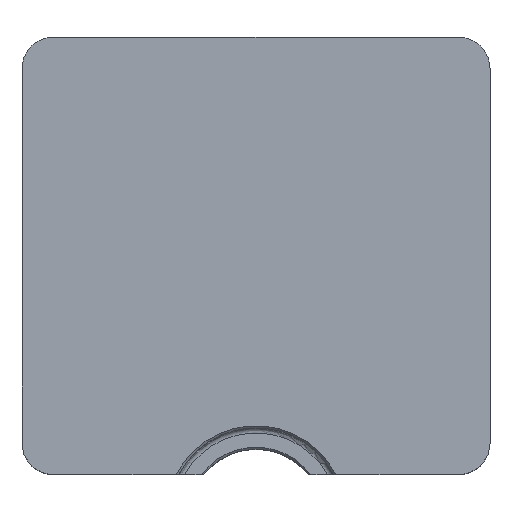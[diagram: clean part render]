
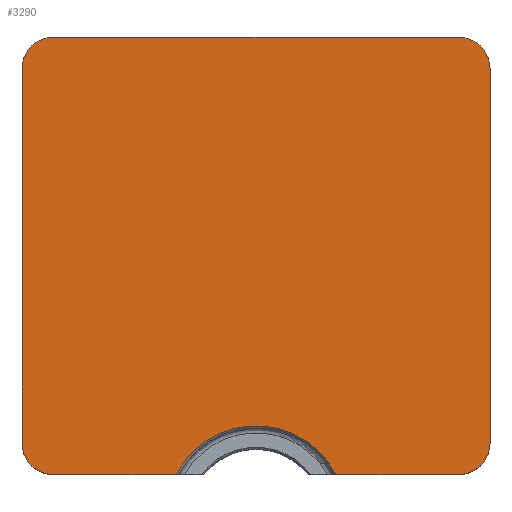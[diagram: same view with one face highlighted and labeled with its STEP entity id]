
A CAD part, top view. The second image highlights one B-rep face of the part: STEP entity #3290.
In plain terms, the highlighted planar face has unit normal (0, 0, 1).
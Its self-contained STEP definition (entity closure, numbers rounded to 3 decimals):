
#964=CARTESIAN_POINT('',(-78.384,-215.,81.4));
#1007=CARTESIAN_POINT('',(78.384,-215.,81.4));
#1062=CARTESIAN_POINT('',(0.,-255.,81.4));
#1063=DIRECTION('',(0.,0.,-1.));
#1064=DIRECTION('',(-0.891,0.455,0.));
#1065=AXIS2_PLACEMENT_3D('',#1062,#1063,#1064);
#1072=DIRECTION('',(1.,0.,0.));
#1073=VECTOR('',#1072,120.616);
#1074=CARTESIAN_POINT('',(-199.,-215.,81.4));
#1075=LINE('',#1074,#1073);
#1076=CARTESIAN_POINT('',(-199.,-184.,81.4));
#1077=DIRECTION('',(0.,0.,1.));
#1078=DIRECTION('',(-1.,0.,0.));
#1079=AXIS2_PLACEMENT_3D('',#1076,#1077,#1078);
#1081=DIRECTION('',(0.,-1.,0.));
#1082=VECTOR('',#1081,368.);
#1083=CARTESIAN_POINT('',(-230.,184.,81.4));
#1084=LINE('',#1083,#1082);
#1085=CARTESIAN_POINT('',(-199.,184.,81.4));
#1086=DIRECTION('',(0.,0.,1.));
#1087=DIRECTION('',(0.,1.,0.));
#1088=AXIS2_PLACEMENT_3D('',#1085,#1086,#1087);
#1090=DIRECTION('',(-1.,0.,0.));
#1091=VECTOR('',#1090,398.);
#1092=CARTESIAN_POINT('',(199.,215.,81.4));
#1093=LINE('',#1092,#1091);
#1094=CARTESIAN_POINT('',(199.,184.,81.4));
#1095=DIRECTION('',(0.,0.,1.));
#1096=DIRECTION('',(1.,0.,0.));
#1097=AXIS2_PLACEMENT_3D('',#1094,#1095,#1096);
#1099=DIRECTION('',(0.,1.,0.));
#1100=VECTOR('',#1099,368.);
#1101=CARTESIAN_POINT('',(230.,-184.,81.4));
#1102=LINE('',#1101,#1100);
#1103=CARTESIAN_POINT('',(199.,-184.,81.4));
#1104=DIRECTION('',(0.,0.,1.));
#1105=DIRECTION('',(0.,-1.,0.));
#1106=AXIS2_PLACEMENT_3D('',#1103,#1104,#1105);
#1108=DIRECTION('',(1.,0.,0.));
#1109=VECTOR('',#1108,120.616);
#1110=CARTESIAN_POINT('',(78.384,-215.,81.4));
#1111=LINE('',#1110,#1109);
#1765=CARTESIAN_POINT('',(-199.,215.,81.4));
#1766=CARTESIAN_POINT('',(-230.,184.,81.4));
#1767=VERTEX_POINT('',#1765);
#1768=VERTEX_POINT('',#1766);
#1769=CARTESIAN_POINT('',(-230.,-184.,81.4));
#1770=VERTEX_POINT('',#1769);
#1771=CARTESIAN_POINT('',(-199.,-215.,81.4));
#1772=VERTEX_POINT('',#1771);
#1773=CARTESIAN_POINT('',(199.,-215.,81.4));
#1774=CARTESIAN_POINT('',(230.,-184.,81.4));
#1775=VERTEX_POINT('',#1773);
#1776=VERTEX_POINT('',#1774);
#1777=CARTESIAN_POINT('',(230.,184.,81.4));
#1778=VERTEX_POINT('',#1777);
#1779=CARTESIAN_POINT('',(199.,215.,81.4));
#1780=VERTEX_POINT('',#1779);
#1870=VERTEX_POINT('',#1007);
#1873=VERTEX_POINT('',#964);
#3267=CARTESIAN_POINT('',(0.,0.,81.4));
#3268=DIRECTION('',(0.,0.,1.));
#3269=DIRECTION('',(1.,0.,0.));
#3270=AXIS2_PLACEMENT_3D('',#3267,#3268,#3269);
#3271=PLANE('',#3270);
#3272=ORIENTED_EDGE('',*,*,#3259,.F.);
#3273=ORIENTED_EDGE('',*,*,#3144,.F.);
#3275=ORIENTED_EDGE('',*,*,#3274,.F.);
#3277=ORIENTED_EDGE('',*,*,#3276,.F.);
#3278=ORIENTED_EDGE('',*,*,#2200,.F.);
#3280=ORIENTED_EDGE('',*,*,#3279,.F.);
#3282=ORIENTED_EDGE('',*,*,#3281,.F.);
#3284=ORIENTED_EDGE('',*,*,#3283,.F.);
#3286=ORIENTED_EDGE('',*,*,#3285,.F.);
#3287=ORIENTED_EDGE('',*,*,#3199,.F.);
#3288=EDGE_LOOP('',(#3272,#3273,#3275,#3277,#3278,#3280,#3282,#3284,#3286,
#3287));
#3289=FACE_OUTER_BOUND('',#3288,.F.);
#3290=ADVANCED_FACE('',(#3289),#3271,.T.);
#1066=CIRCLE('',#1065,88.);
#1080=CIRCLE('',#1079,31.);
#1089=CIRCLE('',#1088,31.);
#1098=CIRCLE('',#1097,31.);
#1107=CIRCLE('',#1106,31.);
#2200=EDGE_CURVE('',#1767,#1768,#1089,.T.);
#3144=EDGE_CURVE('',#1772,#1873,#1075,.T.);
#3199=EDGE_CURVE('',#1870,#1775,#1111,.T.);
#3259=EDGE_CURVE('',#1873,#1870,#1066,.T.);
#3274=EDGE_CURVE('',#1770,#1772,#1080,.T.);
#3276=EDGE_CURVE('',#1768,#1770,#1084,.T.);
#3279=EDGE_CURVE('',#1780,#1767,#1093,.T.);
#3281=EDGE_CURVE('',#1778,#1780,#1098,.T.);
#3283=EDGE_CURVE('',#1776,#1778,#1102,.T.);
#3285=EDGE_CURVE('',#1775,#1776,#1107,.T.);
